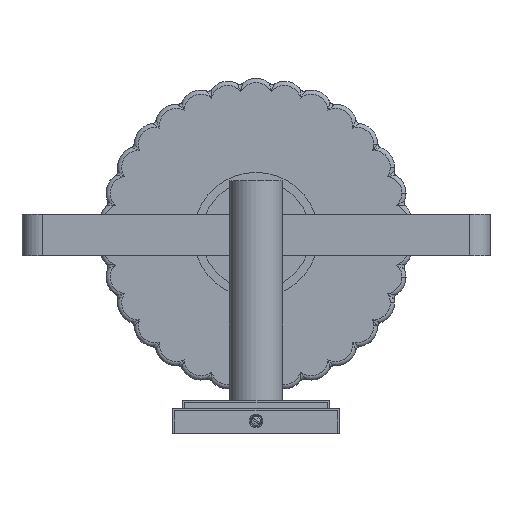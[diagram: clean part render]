
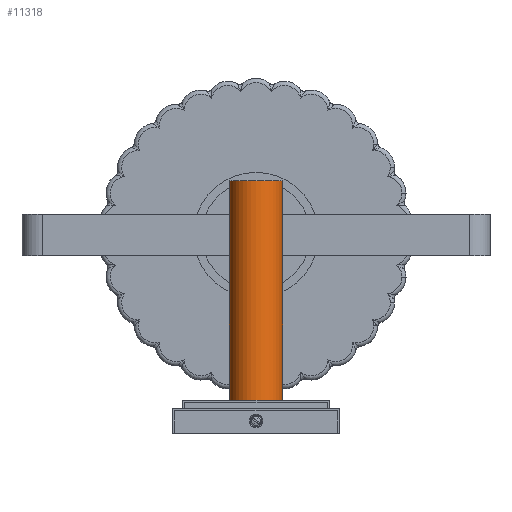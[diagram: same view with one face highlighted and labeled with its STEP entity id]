
A CAD part, front view. The second image highlights one B-rep face of the part: STEP entity #11318.
In plain terms, the highlighted cylindrical face has radius 12.7 mm (diameter 25.4 mm), a partial arc.
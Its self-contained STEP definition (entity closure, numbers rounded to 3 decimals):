
#404 = CARTESIAN_POINT ( 'NONE',  ( 0., 0., 16. ) ) ;
#1020 = EDGE_CURVE ( 'NONE', #13325, #3399, #15443, .T. ) ;
#1268 = AXIS2_PLACEMENT_3D ( 'NONE', #13885, #11452, #3217 ) ;
#1442 = CARTESIAN_POINT ( 'NONE',  ( -12.7, 0., 121. ) ) ;
#1463 = CIRCLE ( 'NONE', #7465, 12.7 ) ;
#1890 = CARTESIAN_POINT ( 'NONE',  ( 12.7, 0., 121. ) ) ;
#2837 = DIRECTION ( 'NONE',  ( 1., 0., 0. ) ) ;
#3217 = DIRECTION ( 'NONE',  ( -1., 0., 0. ) ) ;
#3265 = VERTEX_POINT ( 'NONE', #1890 ) ;
#3399 = VERTEX_POINT ( 'NONE', #8347 ) ;
#3991 = CARTESIAN_POINT ( 'NONE',  ( 12.7, 0., 121. ) ) ;
#5180 = CARTESIAN_POINT ( 'NONE',  ( 12.7, 0., 16. ) ) ;
#7465 = AXIS2_PLACEMENT_3D ( 'NONE', #7960, #19977, #21994 ) ;
#7960 = CARTESIAN_POINT ( 'NONE',  ( 0., 0., 121. ) ) ;
#8347 = CARTESIAN_POINT ( 'NONE',  ( -12.7, 0., 16. ) ) ;
#8852 = ORIENTED_EDGE ( 'NONE', *, *, #22863, .F. ) ;
#11318 = ADVANCED_FACE ( 'NONE', ( #17786 ), #11323, .T. ) ;
#11323 = CYLINDRICAL_SURFACE ( 'NONE', #1268, 12.7 ) ;
#11452 = DIRECTION ( 'NONE',  ( 0., 0., -1. ) ) ;
#13325 = VERTEX_POINT ( 'NONE', #22993 ) ;
#13410 = VECTOR ( 'NONE', #22314, 1000. ) ;
#13807 = CIRCLE ( 'NONE', #24132, 12.7 ) ;
#13885 = CARTESIAN_POINT ( 'NONE',  ( 0., 0., 121. ) ) ;
#14102 = LINE ( 'NONE', #3991, #13410 ) ;
#14814 = ORIENTED_EDGE ( 'NONE', *, *, #15493, .T. ) ;
#15443 = LINE ( 'NONE', #1442, #25040 ) ;
#15493 = EDGE_CURVE ( 'NONE', #3399, #26287, #13807, .T. ) ;
#17786 = FACE_OUTER_BOUND ( 'NONE', #20716, .T. ) ;
#19146 = ORIENTED_EDGE ( 'NONE', *, *, #25162, .F. ) ;
#19977 = DIRECTION ( 'NONE',  ( 0., 0., 1. ) ) ;
#20716 = EDGE_LOOP ( 'NONE', ( #8852, #19146, #23628, #14814 ) ) ;
#21994 = DIRECTION ( 'NONE',  ( 1., 0., 0. ) ) ;
#22314 = DIRECTION ( 'NONE',  ( 0., 0., -1. ) ) ;
#22863 = EDGE_CURVE ( 'NONE', #3265, #26287, #14102, .T. ) ;
#22928 = DIRECTION ( 'NONE',  ( 0., 0., 1. ) ) ;
#22993 = CARTESIAN_POINT ( 'NONE',  ( -12.7, 0., 121. ) ) ;
#23628 = ORIENTED_EDGE ( 'NONE', *, *, #1020, .T. ) ;
#23807 = DIRECTION ( 'NONE',  ( 0., 0., -1. ) ) ;
#24132 = AXIS2_PLACEMENT_3D ( 'NONE', #404, #22928, #2837 ) ;
#25040 = VECTOR ( 'NONE', #23807, 1000. ) ;
#25162 = EDGE_CURVE ( 'NONE', #13325, #3265, #1463, .T. ) ;
#26287 = VERTEX_POINT ( 'NONE', #5180 ) ;
